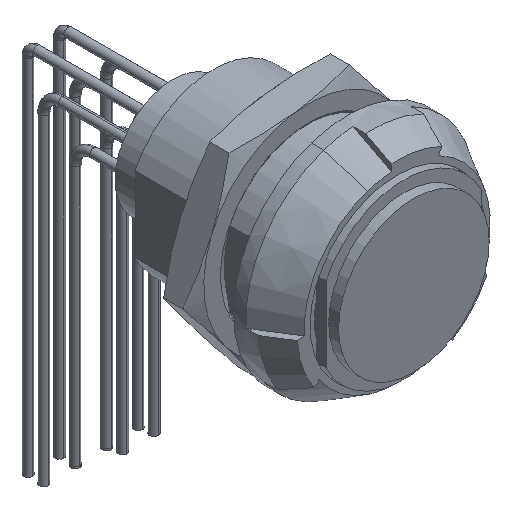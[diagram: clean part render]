
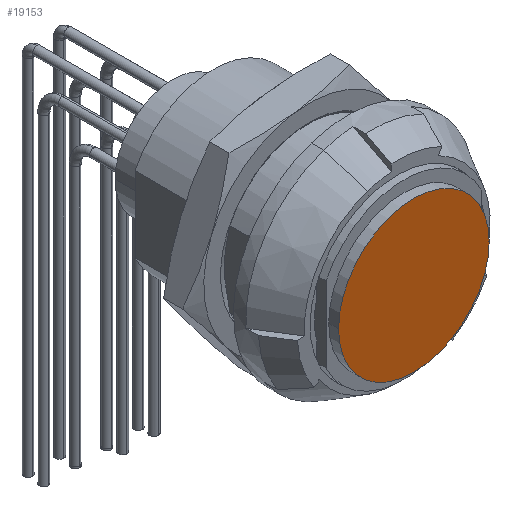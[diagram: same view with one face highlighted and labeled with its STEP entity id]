
A CAD part, isometric view. The second image highlights one B-rep face of the part: STEP entity #19153.
In plain terms, the highlighted planar face has unit normal (0, -1, 0).
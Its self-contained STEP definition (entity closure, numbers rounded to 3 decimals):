
#6743 = CYLINDRICAL_SURFACE('',#6744,6.09);
#6744 = AXIS2_PLACEMENT_3D('',#6745,#6746,#6747);
#6745 = CARTESIAN_POINT('',(0.,-21.479,7.502));
#6746 = DIRECTION('',(0.,-1.,0.));
#6747 = DIRECTION('',(1.,0.,0.));
#6790 = VERTEX_POINT('',#6791);
#6791 = CARTESIAN_POINT('',(-6.09,-22.279,7.502));
#6827 = CYLINDRICAL_SURFACE('',#6828,6.09);
#6828 = AXIS2_PLACEMENT_3D('',#6829,#6830,#6831);
#6829 = CARTESIAN_POINT('',(0.,-21.479,7.502));
#6830 = DIRECTION('',(0.,-1.,0.));
#6831 = DIRECTION('',(1.,0.,0.));
#6861 = EDGE_CURVE('',#6862,#6790,#6864,.T.);
#6862 = VERTEX_POINT('',#6863);
#6863 = CARTESIAN_POINT('',(6.09,-22.279,7.502));
#6864 = SURFACE_CURVE('',#6865,(#6870,#6899),.PCURVE_S1.);
#6865 = CIRCLE('',#6866,6.09);
#6866 = AXIS2_PLACEMENT_3D('',#6867,#6868,#6869);
#6867 = CARTESIAN_POINT('',(0.,-22.279,7.502));
#6868 = DIRECTION('',(0.,-1.,0.));
#6869 = DIRECTION('',(1.,0.,0.));
#6870 = PCURVE('',#6743,#6871);
#6871 = DEFINITIONAL_REPRESENTATION('',(#6872),#6898);
#6872 = B_SPLINE_CURVE_WITH_KNOTS('',3,(#6873,#6874,#6875,#6876,#6877,
    #6878,#6879,#6880,#6881,#6882,#6883,#6884,#6885,#6886,#6887,#6888,
    #6889,#6890,#6891,#6892,#6893,#6894,#6895,#6896,#6897),
  .UNSPECIFIED.,.F.,.F.,(4,1,1,1,1,1,1,1,1,1,1,1,1,1,1,1,1,1,1,1,1,1,4),
  (0.,0.143,0.286,0.428,0.571,
    0.714,0.857,1.,1.142,
    1.285,1.428,1.571,1.714,
    1.856,1.999,2.142,2.285,
    2.428,2.57,2.713,2.856,
    2.999,3.142),.QUASI_UNIFORM_KNOTS.);
#6873 = CARTESIAN_POINT('',(0.,0.8));
#6874 = CARTESIAN_POINT('',(0.048,0.8));
#6875 = CARTESIAN_POINT('',(0.143,0.8));
#6876 = CARTESIAN_POINT('',(0.286,0.8));
#6877 = CARTESIAN_POINT('',(0.428,0.8));
#6878 = CARTESIAN_POINT('',(0.571,0.8));
#6879 = CARTESIAN_POINT('',(0.714,0.8));
#6880 = CARTESIAN_POINT('',(0.857,0.8));
#6881 = CARTESIAN_POINT('',(1.,0.8));
#6882 = CARTESIAN_POINT('',(1.142,0.8));
#6883 = CARTESIAN_POINT('',(1.285,0.8));
#6884 = CARTESIAN_POINT('',(1.428,0.8));
#6885 = CARTESIAN_POINT('',(1.571,0.8));
#6886 = CARTESIAN_POINT('',(1.714,0.8));
#6887 = CARTESIAN_POINT('',(1.856,0.8));
#6888 = CARTESIAN_POINT('',(1.999,0.8));
#6889 = CARTESIAN_POINT('',(2.142,0.8));
#6890 = CARTESIAN_POINT('',(2.285,0.8));
#6891 = CARTESIAN_POINT('',(2.428,0.8));
#6892 = CARTESIAN_POINT('',(2.57,0.8));
#6893 = CARTESIAN_POINT('',(2.713,0.8));
#6894 = CARTESIAN_POINT('',(2.856,0.8));
#6895 = CARTESIAN_POINT('',(2.999,0.8));
#6896 = CARTESIAN_POINT('',(3.094,0.8));
#6897 = CARTESIAN_POINT('',(3.142,0.8));
#6898 = ( GEOMETRIC_REPRESENTATION_CONTEXT(2) 
PARAMETRIC_REPRESENTATION_CONTEXT() REPRESENTATION_CONTEXT('2D SPACE',''
  ) );
#6899 = PCURVE('',#6900,#6905);
#6900 = PLANE('',#6901);
#6901 = AXIS2_PLACEMENT_3D('',#6902,#6903,#6904);
#6902 = CARTESIAN_POINT('',(0.,-22.279,7.502));
#6903 = DIRECTION('',(0.,-1.,0.));
#6904 = DIRECTION('',(1.,0.,0.));
#6905 = DEFINITIONAL_REPRESENTATION('',(#6906),#6910);
#6906 = CIRCLE('',#6907,6.09);
#6907 = AXIS2_PLACEMENT_2D('',#6908,#6909);
#6908 = CARTESIAN_POINT('',(0.,0.));
#6909 = DIRECTION('',(1.,0.));
#6910 = ( GEOMETRIC_REPRESENTATION_CONTEXT(2) 
PARAMETRIC_REPRESENTATION_CONTEXT() REPRESENTATION_CONTEXT('2D SPACE',''
  ) );
#19153 = ADVANCED_FACE('',(#19154),#6900,.T.);
#19154 = FACE_BOUND('',#19155,.T.);
#19155 = EDGE_LOOP('',(#19156,#19157));
#19156 = ORIENTED_EDGE('',*,*,#6861,.T.);
#19157 = ORIENTED_EDGE('',*,*,#19158,.T.);
#19158 = EDGE_CURVE('',#6790,#6862,#19159,.T.);
#19159 = SURFACE_CURVE('',#19160,(#19165,#19172),.PCURVE_S1.);
#19160 = CIRCLE('',#19161,6.09);
#19161 = AXIS2_PLACEMENT_3D('',#19162,#19163,#19164);
#19162 = CARTESIAN_POINT('',(0.,-22.279,7.502));
#19163 = DIRECTION('',(0.,-1.,0.));
#19164 = DIRECTION('',(1.,0.,0.));
#19165 = PCURVE('',#6900,#19166);
#19166 = DEFINITIONAL_REPRESENTATION('',(#19167),#19171);
#19167 = CIRCLE('',#19168,6.09);
#19168 = AXIS2_PLACEMENT_2D('',#19169,#19170);
#19169 = CARTESIAN_POINT('',(0.,0.));
#19170 = DIRECTION('',(1.,0.));
#19171 = ( GEOMETRIC_REPRESENTATION_CONTEXT(2) 
PARAMETRIC_REPRESENTATION_CONTEXT() REPRESENTATION_CONTEXT('2D SPACE',''
  ) );
#19172 = PCURVE('',#6827,#19173);
#19173 = DEFINITIONAL_REPRESENTATION('',(#19174),#19200);
#19174 = B_SPLINE_CURVE_WITH_KNOTS('',3,(#19175,#19176,#19177,#19178,
    #19179,#19180,#19181,#19182,#19183,#19184,#19185,#19186,#19187,
    #19188,#19189,#19190,#19191,#19192,#19193,#19194,#19195,#19196,
    #19197,#19198,#19199),.UNSPECIFIED.,.F.,.F.,(4,1,1,1,1,1,1,1,1,1,1,1
    ,1,1,1,1,1,1,1,1,1,1,4),(3.142,3.284,3.427
    ,3.57,3.713,3.856,3.998,
    4.141,4.284,4.427,4.57,
    4.712,4.855,4.998,5.141,
    5.284,5.426,5.569,5.712,
    5.855,5.998,6.14,6.283),
  .QUASI_UNIFORM_KNOTS.);
#19175 = CARTESIAN_POINT('',(3.142,0.8));
#19176 = CARTESIAN_POINT('',(3.189,0.8));
#19177 = CARTESIAN_POINT('',(3.284,0.8));
#19178 = CARTESIAN_POINT('',(3.427,0.8));
#19179 = CARTESIAN_POINT('',(3.57,0.8));
#19180 = CARTESIAN_POINT('',(3.713,0.8));
#19181 = CARTESIAN_POINT('',(3.856,0.8));
#19182 = CARTESIAN_POINT('',(3.998,0.8));
#19183 = CARTESIAN_POINT('',(4.141,0.8));
#19184 = CARTESIAN_POINT('',(4.284,0.8));
#19185 = CARTESIAN_POINT('',(4.427,0.8));
#19186 = CARTESIAN_POINT('',(4.57,0.8));
#19187 = CARTESIAN_POINT('',(4.712,0.8));
#19188 = CARTESIAN_POINT('',(4.855,0.8));
#19189 = CARTESIAN_POINT('',(4.998,0.8));
#19190 = CARTESIAN_POINT('',(5.141,0.8));
#19191 = CARTESIAN_POINT('',(5.284,0.8));
#19192 = CARTESIAN_POINT('',(5.426,0.8));
#19193 = CARTESIAN_POINT('',(5.569,0.8));
#19194 = CARTESIAN_POINT('',(5.712,0.8));
#19195 = CARTESIAN_POINT('',(5.855,0.8));
#19196 = CARTESIAN_POINT('',(5.998,0.8));
#19197 = CARTESIAN_POINT('',(6.14,0.8));
#19198 = CARTESIAN_POINT('',(6.236,0.8));
#19199 = CARTESIAN_POINT('',(6.283,0.8));
#19200 = ( GEOMETRIC_REPRESENTATION_CONTEXT(2) 
PARAMETRIC_REPRESENTATION_CONTEXT() REPRESENTATION_CONTEXT('2D SPACE',''
  ) );
